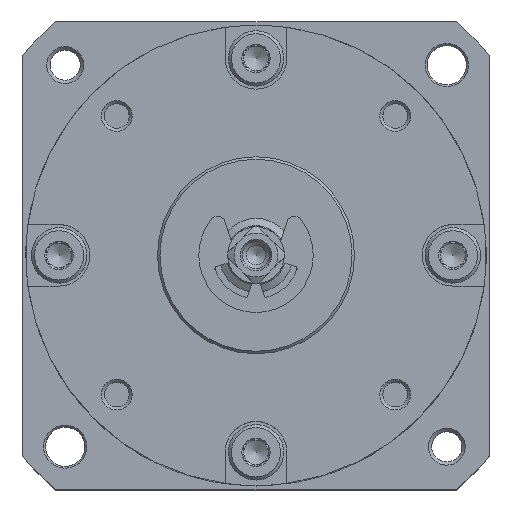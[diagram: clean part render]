
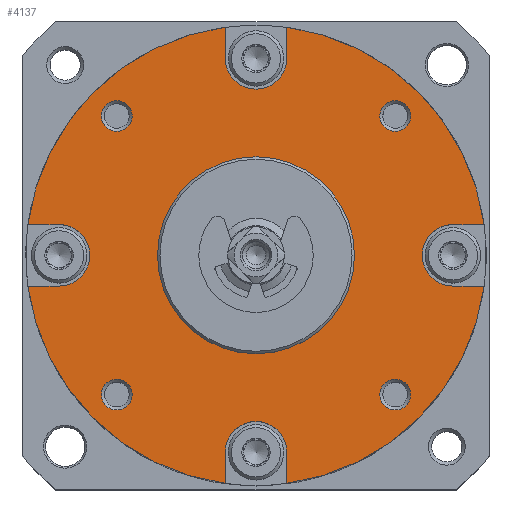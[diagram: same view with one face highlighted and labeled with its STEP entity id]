
A CAD part, top view. The second image highlights one B-rep face of the part: STEP entity #4137.
In plain terms, the highlighted face is planar.
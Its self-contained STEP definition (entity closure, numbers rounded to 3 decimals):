
#53=PLANE('',#4501);
#319=LINE('',#6728,#541);
#320=LINE('',#6732,#542);
#321=LINE('',#6733,#543);
#322=LINE('',#6737,#544);
#323=LINE('',#6738,#545);
#324=LINE('',#6742,#546);
#325=LINE('',#6743,#547);
#326=LINE('',#6747,#548);
#541=VECTOR('',#5180,1000.);
#542=VECTOR('',#5183,1000.);
#543=VECTOR('',#5184,1000.);
#544=VECTOR('',#5187,1000.);
#545=VECTOR('',#5188,1000.);
#546=VECTOR('',#5191,1000.);
#547=VECTOR('',#5192,1000.);
#548=VECTOR('',#5195,1000.);
#828=ORIENTED_EDGE('',*,*,#1940,.F.);
#829=ORIENTED_EDGE('',*,*,#1941,.F.);
#830=ORIENTED_EDGE('',*,*,#1942,.T.);
#831=ORIENTED_EDGE('',*,*,#1925,.F.);
#832=ORIENTED_EDGE('',*,*,#1943,.F.);
#833=ORIENTED_EDGE('',*,*,#1944,.T.);
#834=ORIENTED_EDGE('',*,*,#1945,.T.);
#835=ORIENTED_EDGE('',*,*,#1937,.F.);
#836=ORIENTED_EDGE('',*,*,#1946,.F.);
#837=ORIENTED_EDGE('',*,*,#1947,.T.);
#838=ORIENTED_EDGE('',*,*,#1948,.T.);
#839=ORIENTED_EDGE('',*,*,#1933,.F.);
#840=ORIENTED_EDGE('',*,*,#1949,.F.);
#841=ORIENTED_EDGE('',*,*,#1950,.T.);
#842=ORIENTED_EDGE('',*,*,#1951,.T.);
#843=ORIENTED_EDGE('',*,*,#1929,.F.);
#844=ORIENTED_EDGE('',*,*,#1952,.T.);
#845=ORIENTED_EDGE('',*,*,#1953,.T.);
#846=ORIENTED_EDGE('',*,*,#1954,.T.);
#847=ORIENTED_EDGE('',*,*,#1955,.T.);
#848=ORIENTED_EDGE('',*,*,#1956,.T.);
#1925=EDGE_CURVE('',#2456,#2458,#2841,.T.);
#1929=EDGE_CURVE('',#2461,#2462,#2843,.T.);
#1933=EDGE_CURVE('',#2465,#2466,#2845,.T.);
#1937=EDGE_CURVE('',#2469,#2470,#2847,.T.);
#1940=EDGE_CURVE('',#2472,#2461,#319,.T.);
#1941=EDGE_CURVE('',#2473,#2472,#2849,.F.);
#1942=EDGE_CURVE('',#2473,#2458,#320,.T.);
#1943=EDGE_CURVE('',#2474,#2456,#321,.T.);
#1944=EDGE_CURVE('',#2474,#2475,#2850,.T.);
#1945=EDGE_CURVE('',#2475,#2470,#322,.T.);
#1946=EDGE_CURVE('',#2476,#2469,#323,.T.);
#1947=EDGE_CURVE('',#2476,#2477,#2851,.T.);
#1948=EDGE_CURVE('',#2477,#2466,#324,.T.);
#1949=EDGE_CURVE('',#2478,#2465,#325,.T.);
#1950=EDGE_CURVE('',#2478,#2479,#2852,.T.);
#1951=EDGE_CURVE('',#2479,#2462,#326,.T.);
#1952=EDGE_CURVE('',#2480,#2480,#2853,.T.);
#1953=EDGE_CURVE('',#2481,#2481,#2854,.T.);
#1954=EDGE_CURVE('',#2482,#2482,#2855,.T.);
#1955=EDGE_CURVE('',#2483,#2483,#2856,.T.);
#1956=EDGE_CURVE('',#2484,#2484,#2857,.T.);
#2456=VERTEX_POINT('',#6696);
#2458=VERTEX_POINT('',#6699);
#2461=VERTEX_POINT('',#6705);
#2462=VERTEX_POINT('',#6707);
#2465=VERTEX_POINT('',#6713);
#2466=VERTEX_POINT('',#6715);
#2469=VERTEX_POINT('',#6721);
#2470=VERTEX_POINT('',#6723);
#2472=VERTEX_POINT('',#6729);
#2473=VERTEX_POINT('',#6731);
#2474=VERTEX_POINT('',#6734);
#2475=VERTEX_POINT('',#6736);
#2476=VERTEX_POINT('',#6739);
#2477=VERTEX_POINT('',#6741);
#2478=VERTEX_POINT('',#6744);
#2479=VERTEX_POINT('',#6746);
#2480=VERTEX_POINT('',#6749);
#2481=VERTEX_POINT('',#6751);
#2482=VERTEX_POINT('',#6753);
#2483=VERTEX_POINT('',#6755);
#2484=VERTEX_POINT('',#6757);
#2841=CIRCLE('',#4493,18.7);
#2843=CIRCLE('',#4495,18.7);
#2845=CIRCLE('',#4497,18.7);
#2847=CIRCLE('',#4499,18.7);
#2849=CIRCLE('',#4502,2.5);
#2850=CIRCLE('',#4503,2.5);
#2851=CIRCLE('',#4504,2.5);
#2852=CIRCLE('',#4505,2.5);
#2853=CIRCLE('',#4506,1.25);
#2854=CIRCLE('',#4507,1.25);
#2855=CIRCLE('',#4508,1.25);
#2856=CIRCLE('',#4509,1.25);
#2857=CIRCLE('',#4510,8.);
#3124=EDGE_LOOP('',(#828,#829,#830,#831,#832,#833,#834,#835,#836,#837,#838,
#839,#840,#841,#842,#843));
#3125=EDGE_LOOP('',(#844));
#3126=EDGE_LOOP('',(#845));
#3127=EDGE_LOOP('',(#846));
#3128=EDGE_LOOP('',(#847));
#3129=EDGE_LOOP('',(#848));
#3592=FACE_BOUND('',#3124,.T.);
#3593=FACE_BOUND('',#3125,.T.);
#3594=FACE_BOUND('',#3126,.T.);
#3595=FACE_BOUND('',#3127,.T.);
#3596=FACE_BOUND('',#3128,.T.);
#3597=FACE_BOUND('',#3129,.T.);
#4137=ADVANCED_FACE('',(#3592,#3593,#3594,#3595,#3596,#3597),#53,.F.);
#4493=AXIS2_PLACEMENT_3D('',#6698,#5155,#5156);
#4495=AXIS2_PLACEMENT_3D('',#6706,#5161,#5162);
#4497=AXIS2_PLACEMENT_3D('',#6714,#5167,#5168);
#4499=AXIS2_PLACEMENT_3D('',#6722,#5173,#5174);
#4501=AXIS2_PLACEMENT_3D('',#6727,#5178,#5179);
#4502=AXIS2_PLACEMENT_3D('',#6730,#5181,#5182);
#4503=AXIS2_PLACEMENT_3D('',#6735,#5185,#5186);
#4504=AXIS2_PLACEMENT_3D('',#6740,#5189,#5190);
#4505=AXIS2_PLACEMENT_3D('',#6745,#5193,#5194);
#4506=AXIS2_PLACEMENT_3D('',#6748,#5196,#5197);
#4507=AXIS2_PLACEMENT_3D('',#6750,#5198,#5199);
#4508=AXIS2_PLACEMENT_3D('',#6752,#5200,#5201);
#4509=AXIS2_PLACEMENT_3D('',#6754,#5202,#5203);
#4510=AXIS2_PLACEMENT_3D('',#6756,#5204,#5205);
#5155=DIRECTION('',(1.,0.,0.));
#5156=DIRECTION('',(0.,0.,-1.));
#5161=DIRECTION('',(1.,0.,0.));
#5162=DIRECTION('',(0.,0.,-1.));
#5167=DIRECTION('',(1.,0.,0.));
#5168=DIRECTION('',(0.,0.,-1.));
#5173=DIRECTION('',(1.,0.,0.));
#5174=DIRECTION('',(0.,0.,-1.));
#5178=DIRECTION('',(1.,0.,0.));
#5179=DIRECTION('',(0.,0.,-1.));
#5180=DIRECTION('',(0.,1.,0.));
#5181=DIRECTION('',(1.,0.,0.));
#5182=DIRECTION('',(0.,0.,-1.));
#5183=DIRECTION('',(0.,1.,0.));
#5184=DIRECTION('',(0.,0.,-1.));
#5185=DIRECTION('',(1.,0.,0.));
#5186=DIRECTION('',(0.,0.,-1.));
#5187=DIRECTION('',(0.,0.,-1.));
#5188=DIRECTION('',(0.,-1.,0.));
#5189=DIRECTION('',(1.,0.,0.));
#5190=DIRECTION('',(0.,0.,-1.));
#5191=DIRECTION('',(0.,-1.,0.));
#5192=DIRECTION('',(0.,0.,1.));
#5193=DIRECTION('',(1.,0.,0.));
#5194=DIRECTION('',(0.,0.,-1.));
#5195=DIRECTION('',(0.,0.,1.));
#5196=DIRECTION('',(1.,0.,0.));
#5197=DIRECTION('',(0.,0.,-1.));
#5198=DIRECTION('',(1.,0.,0.));
#5199=DIRECTION('',(0.,0.,-1.));
#5200=DIRECTION('',(1.,0.,0.));
#5201=DIRECTION('',(0.,0.,-1.));
#5202=DIRECTION('',(1.,0.,0.));
#5203=DIRECTION('',(0.,0.,-1.));
#5204=DIRECTION('',(1.,0.,0.));
#5205=DIRECTION('',(0.,0.,-1.));
#6696=CARTESIAN_POINT('',(-37.5,2.5,-18.532));
#6698=CARTESIAN_POINT('',(-37.5,0.,0.));
#6699=CARTESIAN_POINT('',(-37.5,18.532,-2.5));
#6705=CARTESIAN_POINT('',(-37.5,18.532,2.5));
#6706=CARTESIAN_POINT('',(-37.5,0.,0.));
#6707=CARTESIAN_POINT('',(-37.5,2.5,18.532));
#6713=CARTESIAN_POINT('',(-37.5,-2.5,18.532));
#6714=CARTESIAN_POINT('',(-37.5,0.,0.));
#6715=CARTESIAN_POINT('',(-37.5,-18.532,2.5));
#6721=CARTESIAN_POINT('',(-37.5,-18.532,-2.5));
#6722=CARTESIAN_POINT('',(-37.5,0.,0.));
#6723=CARTESIAN_POINT('',(-37.5,-2.5,-18.532));
#6727=CARTESIAN_POINT('',(-37.5,8.,0.));
#6728=CARTESIAN_POINT('',(-37.5,8.,2.5));
#6729=CARTESIAN_POINT('',(-37.5,16.,2.5));
#6730=CARTESIAN_POINT('',(-37.5,16.,0.));
#6731=CARTESIAN_POINT('',(-37.5,16.,-2.5));
#6732=CARTESIAN_POINT('',(-37.5,16.,-2.5));
#6733=CARTESIAN_POINT('',(-37.5,2.5,0.));
#6734=CARTESIAN_POINT('',(-37.5,2.5,-16.));
#6735=CARTESIAN_POINT('',(-37.5,0.,-16.));
#6736=CARTESIAN_POINT('',(-37.5,-2.5,-16.));
#6737=CARTESIAN_POINT('',(-37.5,-2.5,-16.));
#6738=CARTESIAN_POINT('',(-37.5,8.,-2.5));
#6739=CARTESIAN_POINT('',(-37.5,-16.,-2.5));
#6740=CARTESIAN_POINT('',(-37.5,-16.,0.));
#6741=CARTESIAN_POINT('',(-37.5,-16.,2.5));
#6742=CARTESIAN_POINT('',(-37.5,-16.,2.5));
#6743=CARTESIAN_POINT('',(-37.5,-2.5,0.));
#6744=CARTESIAN_POINT('',(-37.5,-2.5,16.));
#6745=CARTESIAN_POINT('',(-37.5,0.,16.));
#6746=CARTESIAN_POINT('',(-37.5,2.5,16.));
#6747=CARTESIAN_POINT('',(-37.5,2.5,16.));
#6748=CARTESIAN_POINT('',(-37.5,11.314,-11.314));
#6749=CARTESIAN_POINT('',(-37.5,11.314,-12.564));
#6750=CARTESIAN_POINT('',(-37.5,-11.314,11.314));
#6751=CARTESIAN_POINT('',(-37.5,-11.314,10.064));
#6752=CARTESIAN_POINT('',(-37.5,-11.314,-11.314));
#6753=CARTESIAN_POINT('',(-37.5,-11.314,-12.564));
#6754=CARTESIAN_POINT('',(-37.5,11.314,11.314));
#6755=CARTESIAN_POINT('',(-37.5,11.314,10.064));
#6756=CARTESIAN_POINT('',(-37.5,0.,0.));
#6757=CARTESIAN_POINT('',(-37.5,0.,-8.));
